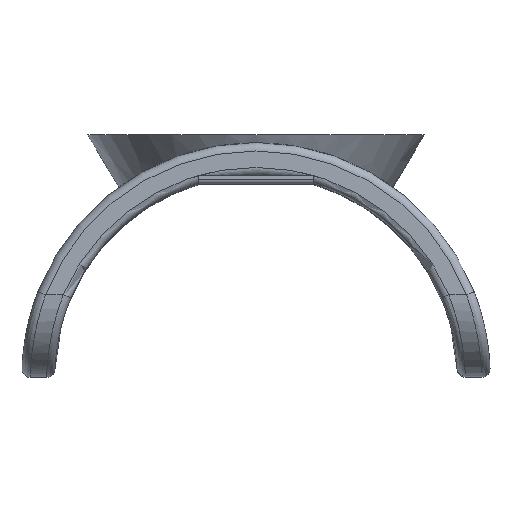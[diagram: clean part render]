
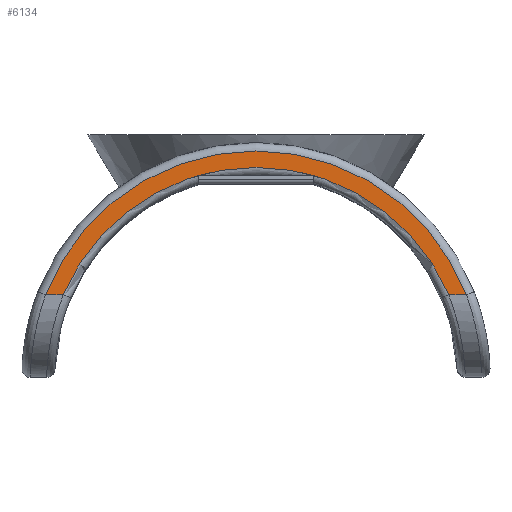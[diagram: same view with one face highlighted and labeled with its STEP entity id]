
A CAD part, top view. The second image highlights one B-rep face of the part: STEP entity #6134.
In plain terms, the highlighted planar face has unit normal (0, 0, 1).
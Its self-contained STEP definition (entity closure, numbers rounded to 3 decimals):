
#289 = TOROIDAL_SURFACE('',#290,51.,2.);
#290 = AXIS2_PLACEMENT_3D('',#291,#292,#293);
#291 = CARTESIAN_POINT('',(0.,0.,88.));
#292 = DIRECTION('',(0.,0.,1.));
#293 = DIRECTION('',(0.913,0.408,0.));
#1224 = VERTEX_POINT('',#1225);
#1225 = CARTESIAN_POINT('',(46.915,20.,90.));
#1281 = EDGE_CURVE('',#1224,#1282,#1284,.T.);
#1282 = VERTEX_POINT('',#1283);
#1283 = CARTESIAN_POINT('',(-46.915,20.,90.));
#1284 = SURFACE_CURVE('',#1285,(#1290,#1297),.PCURVE_S1.);
#1285 = CIRCLE('',#1286,51.);
#1286 = AXIS2_PLACEMENT_3D('',#1287,#1288,#1289);
#1287 = CARTESIAN_POINT('',(0.,0.,90.));
#1288 = DIRECTION('',(0.,-0.,1.));
#1289 = DIRECTION('',(0.913,0.408,0.));
#1290 = PCURVE('',#289,#1291);
#1291 = DEFINITIONAL_REPRESENTATION('',(#1292),#1296);
#1292 = LINE('',#1293,#1294);
#1293 = CARTESIAN_POINT('',(0.,1.571));
#1294 = VECTOR('',#1295,1.);
#1295 = DIRECTION('',(1.,0.));
#1296 = ( GEOMETRIC_REPRESENTATION_CONTEXT(2) 
PARAMETRIC_REPRESENTATION_CONTEXT() REPRESENTATION_CONTEXT('2D SPACE',''
  ) );
#1297 = PCURVE('',#1298,#1303);
#1298 = PLANE('',#1299);
#1299 = AXIS2_PLACEMENT_3D('',#1300,#1301,#1302);
#1300 = CARTESIAN_POINT('',(0.,0.,90.));
#1301 = DIRECTION('',(0.,0.,1.));
#1302 = DIRECTION('',(1.,0.,0.));
#1303 = DEFINITIONAL_REPRESENTATION('',(#1304),#1308);
#1304 = CIRCLE('',#1305,51.);
#1305 = AXIS2_PLACEMENT_2D('',#1306,#1307);
#1306 = CARTESIAN_POINT('',(0.,0.));
#1307 = DIRECTION('',(0.913,0.408));
#1308 = ( GEOMETRIC_REPRESENTATION_CONTEXT(2) 
PARAMETRIC_REPRESENTATION_CONTEXT() REPRESENTATION_CONTEXT('2D SPACE',''
  ) );
#3504 = CYLINDRICAL_SURFACE('',#3505,20.);
#3505 = AXIS2_PLACEMENT_3D('',#3506,#3507,#3508);
#3506 = CARTESIAN_POINT('',(49.,20.,70.));
#3507 = DIRECTION('',(1.,0.,0.));
#3508 = DIRECTION('',(0.,0.,1.));
#3591 = TOROIDAL_SURFACE('',#3592,55.,2.);
#3592 = AXIS2_PLACEMENT_3D('',#3593,#3594,#3595);
#3593 = CARTESIAN_POINT('',(0.,0.,88.));
#3594 = DIRECTION('',(-0.,-0.,-1.));
#3595 = DIRECTION('',(0.936,0.351,0.));
#6064 = CYLINDRICAL_SURFACE('',#6065,20.);
#6065 = AXIS2_PLACEMENT_3D('',#6066,#6067,#6068);
#6066 = CARTESIAN_POINT('',(-49.,20.,70.));
#6067 = DIRECTION('',(-1.,0.,0.));
#6068 = DIRECTION('',(0.,0.,1.));
#6134 = ADVANCED_FACE('',(#6135),#1298,.T.);
#6135 = FACE_BOUND('',#6136,.T.);
#6136 = EDGE_LOOP('',(#6137,#6160,#6184,#6205));
#6137 = ORIENTED_EDGE('',*,*,#6138,.T.);
#6138 = EDGE_CURVE('',#1224,#6139,#6141,.T.);
#6139 = VERTEX_POINT('',#6140);
#6140 = CARTESIAN_POINT('',(51.235,20.,90.));
#6141 = SURFACE_CURVE('',#6142,(#6146,#6153),.PCURVE_S1.);
#6142 = LINE('',#6143,#6144);
#6143 = CARTESIAN_POINT('',(49.,20.,90.));
#6144 = VECTOR('',#6145,1.);
#6145 = DIRECTION('',(1.,0.,0.));
#6146 = PCURVE('',#1298,#6147);
#6147 = DEFINITIONAL_REPRESENTATION('',(#6148),#6152);
#6148 = LINE('',#6149,#6150);
#6149 = CARTESIAN_POINT('',(49.,20.));
#6150 = VECTOR('',#6151,1.);
#6151 = DIRECTION('',(1.,0.));
#6152 = ( GEOMETRIC_REPRESENTATION_CONTEXT(2) 
PARAMETRIC_REPRESENTATION_CONTEXT() REPRESENTATION_CONTEXT('2D SPACE',''
  ) );
#6153 = PCURVE('',#3504,#6154);
#6154 = DEFINITIONAL_REPRESENTATION('',(#6155),#6159);
#6155 = LINE('',#6156,#6157);
#6156 = CARTESIAN_POINT('',(0.,0.));
#6157 = VECTOR('',#6158,1.);
#6158 = DIRECTION('',(0.,1.));
#6159 = ( GEOMETRIC_REPRESENTATION_CONTEXT(2) 
PARAMETRIC_REPRESENTATION_CONTEXT() REPRESENTATION_CONTEXT('2D SPACE',''
  ) );
#6160 = ORIENTED_EDGE('',*,*,#6161,.T.);
#6161 = EDGE_CURVE('',#6139,#6162,#6164,.T.);
#6162 = VERTEX_POINT('',#6163);
#6163 = CARTESIAN_POINT('',(-51.235,20.,90.));
#6164 = SURFACE_CURVE('',#6165,(#6170,#6177),.PCURVE_S1.);
#6165 = CIRCLE('',#6166,55.);
#6166 = AXIS2_PLACEMENT_3D('',#6167,#6168,#6169);
#6167 = CARTESIAN_POINT('',(0.,0.,90.));
#6168 = DIRECTION('',(0.,-0.,1.));
#6169 = DIRECTION('',(0.936,0.351,0.));
#6170 = PCURVE('',#1298,#6171);
#6171 = DEFINITIONAL_REPRESENTATION('',(#6172),#6176);
#6172 = CIRCLE('',#6173,55.);
#6173 = AXIS2_PLACEMENT_2D('',#6174,#6175);
#6174 = CARTESIAN_POINT('',(0.,0.));
#6175 = DIRECTION('',(0.936,0.351));
#6176 = ( GEOMETRIC_REPRESENTATION_CONTEXT(2) 
PARAMETRIC_REPRESENTATION_CONTEXT() REPRESENTATION_CONTEXT('2D SPACE',''
  ) );
#6177 = PCURVE('',#3591,#6178);
#6178 = DEFINITIONAL_REPRESENTATION('',(#6179),#6183);
#6179 = LINE('',#6180,#6181);
#6180 = CARTESIAN_POINT('',(-0.,4.712));
#6181 = VECTOR('',#6182,1.);
#6182 = DIRECTION('',(-1.,0.));
#6183 = ( GEOMETRIC_REPRESENTATION_CONTEXT(2) 
PARAMETRIC_REPRESENTATION_CONTEXT() REPRESENTATION_CONTEXT('2D SPACE',''
  ) );
#6184 = ORIENTED_EDGE('',*,*,#6185,.F.);
#6185 = EDGE_CURVE('',#1282,#6162,#6186,.T.);
#6186 = SURFACE_CURVE('',#6187,(#6191,#6198),.PCURVE_S1.);
#6187 = LINE('',#6188,#6189);
#6188 = CARTESIAN_POINT('',(-49.,20.,90.));
#6189 = VECTOR('',#6190,1.);
#6190 = DIRECTION('',(-1.,0.,0.));
#6191 = PCURVE('',#1298,#6192);
#6192 = DEFINITIONAL_REPRESENTATION('',(#6193),#6197);
#6193 = LINE('',#6194,#6195);
#6194 = CARTESIAN_POINT('',(-49.,20.));
#6195 = VECTOR('',#6196,1.);
#6196 = DIRECTION('',(-1.,0.));
#6197 = ( GEOMETRIC_REPRESENTATION_CONTEXT(2) 
PARAMETRIC_REPRESENTATION_CONTEXT() REPRESENTATION_CONTEXT('2D SPACE',''
  ) );
#6198 = PCURVE('',#6064,#6199);
#6199 = DEFINITIONAL_REPRESENTATION('',(#6200),#6204);
#6200 = LINE('',#6201,#6202);
#6201 = CARTESIAN_POINT('',(-0.,0.));
#6202 = VECTOR('',#6203,1.);
#6203 = DIRECTION('',(-0.,1.));
#6204 = ( GEOMETRIC_REPRESENTATION_CONTEXT(2) 
PARAMETRIC_REPRESENTATION_CONTEXT() REPRESENTATION_CONTEXT('2D SPACE',''
  ) );
#6205 = ORIENTED_EDGE('',*,*,#1281,.F.);
